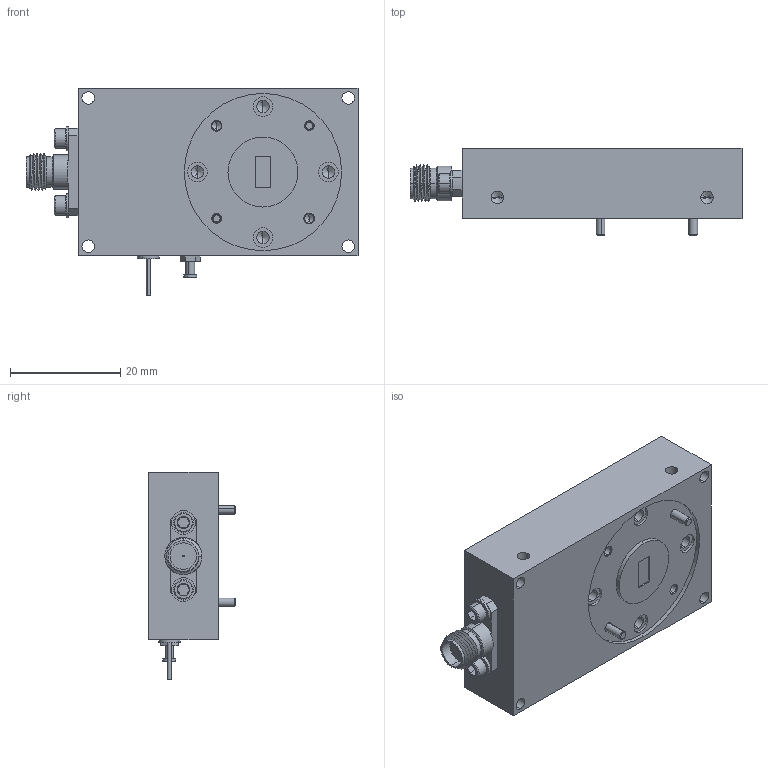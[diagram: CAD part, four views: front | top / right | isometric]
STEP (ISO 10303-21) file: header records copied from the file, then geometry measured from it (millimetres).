
FILE_DESCRIPTION (( 'STEP AP203' ), '1' );
FILE_NAME ('FA-SQ-1-A DF.STEP', '2019-06-06T18:39:27', ( '' ), ( '' ), 'SwSTEP 2.0', 'SolidWorks 2016', '' );
FILE_SCHEMA (( 'CONFIG_CONTROL_DESIGN' ));
Length unit declared in the file: inch
Products named in the file (1): FA-SQ-1-A DF
Bounding box: 60.33 x 15.81 x 37.72 mm (x, y, z)
Volume: 19198.5 mm3; surface area: 7481.3 mm2
Topology: 5 solids, 6 shells, 577 faces, 1447 edges, 920 vertices
Faces by surface type: plane 222, cylinder 195, cone 104, bspline 54, torus 2
Entity records: 23933 total; most frequent: CARTESIAN_POINT 10843, ORIENTED_EDGE 2846, DIRECTION 2503, EDGE_CURVE 1423, VERTEX_POINT 920, AXIS2_PLACEMENT_3D 912, LINE 679, VECTOR 679
